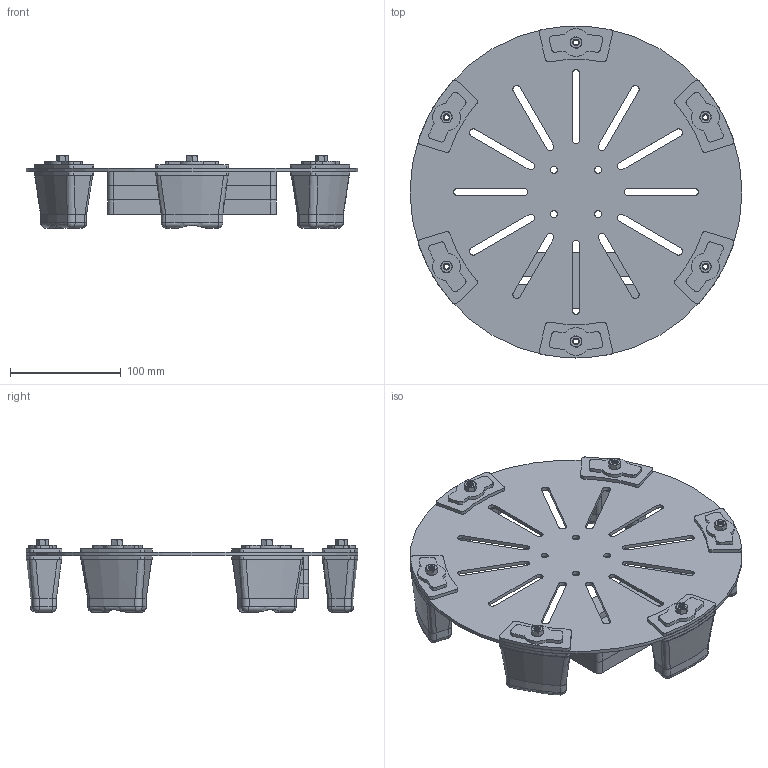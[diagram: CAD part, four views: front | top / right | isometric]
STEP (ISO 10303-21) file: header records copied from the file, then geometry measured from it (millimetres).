
FILE_DESCRIPTION(/* description */ (''),/* implementation_level */ '2;1');
FILE_NAME(/* name */ 'Lower stage v71.step',/* time_stamp */ '2021-11-04T13:22:16-04:00',/* author */ (''),/* organization */ (''),/* preprocessor_version */ 'ST-DEVELOPER v18.1',/* originating_system */ 'Autodesk Translation Framework v10.10.0.1391',/* authorisation */ '');
FILE_SCHEMA (('AUTOMOTIVE_DESIGN { 1 0 10303 214 3 1 1 }'));
Length unit declared in the file: millimetre
Products named in the file (16): Lower stage; base; rubber bumpers; bumper; rubber bumpers(Mirror); bumper(Mirror); washers; washer; fasteners - bumper top; M6 90591A151_ZINC-PLATED STEEL HEX NUT; fasteners - stands; M6 98688A116_ METRIC GENERAL PURPOSE WASHERS; M6 90591A151_ZINC-PLATED STEEL HEX NUT_1; stands v2; leg (1); ballast lower bay 1
Assembly tree (50 placements, depth 3):
  Lower stage
    base
    rubber bumpers
      bumper  x6
    rubber bumpers(Mirror)
      bumper(Mirror)  x6
    washers
      washer  x6
    fasteners - bumper top
      M6 90591A151_ZINC-PLATED STEEL HEX NUT  x6
    fasteners - stands
      M6 98688A116_ METRIC GENERAL PURPOSE WASHERS  x6
      M6 90591A151_ZINC-PLATED STEEL HEX NUT_1  x6
    stands v2
      leg (1)  x6
    ballast lower bay 1
Bounding box: 300 x 300 x 65.4 mm (x, y, z)
Volume: 854789.7 mm3; surface area: 340824.7 mm2
Topology: 46 solids, 46 shells, 1183 faces, 2967 edges, 1864 vertices
Faces by surface type: cylinder 455, plane 284, bspline 204, cone 186, torus 30, sphere 24
Full cylindrical faces by diameter (mm): 4.701 x36, 6 x48, 6.4 x10, 7 x30, 11 x6, 300 x1
Entity records: 12566 total; most frequent: CARTESIAN_POINT 4900, ORIENTED_EDGE 1520, DIRECTION 1476, EDGE_CURVE 760, AXIS2_PLACEMENT_3D 574, VERTEX_POINT 489, EDGE_LOOP 363, LINE 328
